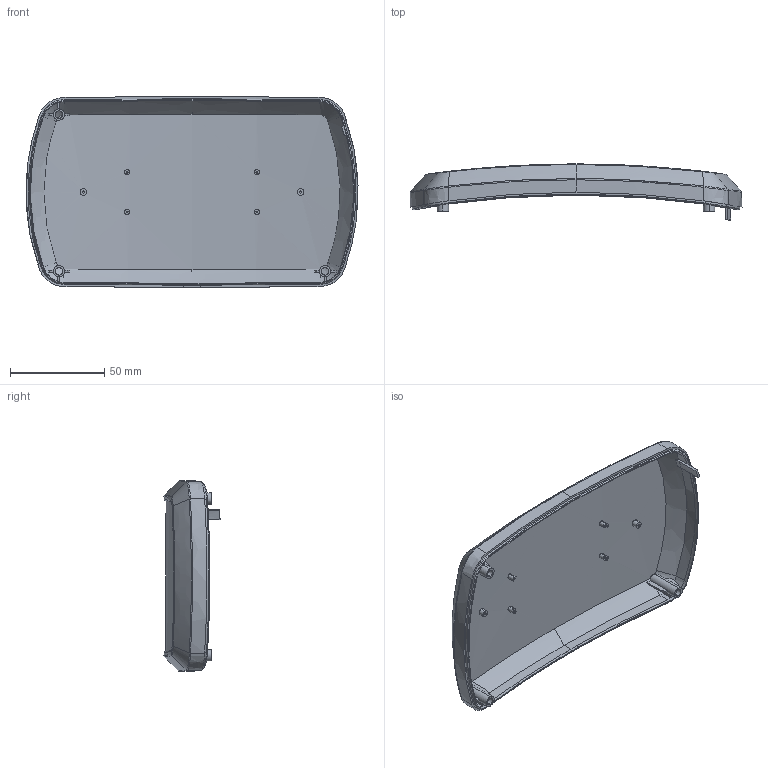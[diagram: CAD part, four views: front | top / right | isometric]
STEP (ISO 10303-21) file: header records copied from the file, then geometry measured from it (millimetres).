
FILE_DESCRIPTION (( 'STEP AP214' ), '1' );
FILE_NAME ('HOUSING_FRONT_COVER_MB.STEP', '2015-03-17T00:47:02', ( '' ), ( '' ), 'SwSTEP 2.0', 'SolidWorks 2014', '' );
FILE_SCHEMA (( 'AUTOMOTIVE_DESIGN' ));
Length unit declared in the file: millimetre
Products named in the file (1): HOUSING_FRONT_COVER_MB
Bounding box: 175.88 x 29.74 x 101 mm (x, y, z)
Volume: 41790.2 mm3; surface area: 47625 mm2
Topology: 3 solids, 3 shells, 253 faces, 641 edges, 404 vertices
Faces by surface type: bspline 127, plane 75, cylinder 51
Entity records: 23896 total; most frequent: CARTESIAN_POINT 18854, ORIENTED_EDGE 1282, EDGE_CURVE 641, DIRECTION 631, VERTEX_POINT 404, B_SPLINE_CURVE_WITH_KNOTS 333, EDGE_LOOP 267, ADVANCED_FACE 253
